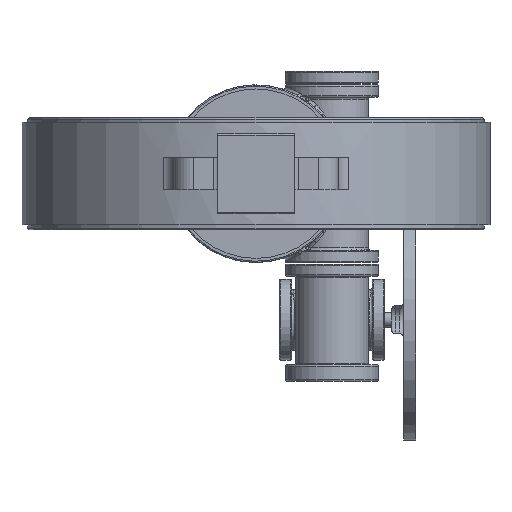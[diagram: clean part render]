
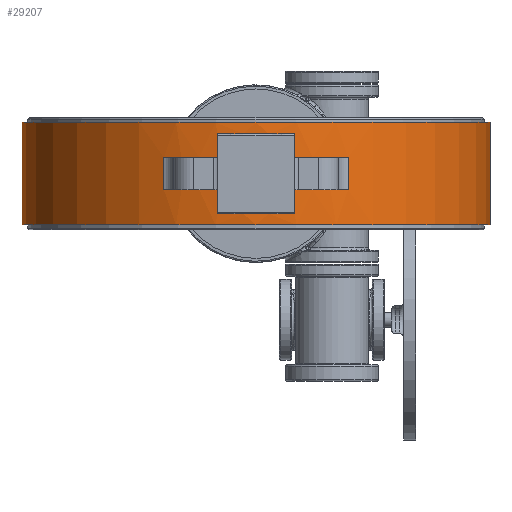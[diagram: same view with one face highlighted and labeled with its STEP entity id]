
A CAD part, front view. The second image highlights one B-rep face of the part: STEP entity #29207.
In plain terms, the highlighted cylindrical face has radius 290 mm (diameter 580 mm), a partial arc.
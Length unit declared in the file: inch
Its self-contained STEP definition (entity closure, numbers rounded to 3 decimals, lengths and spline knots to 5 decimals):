
#29 = CARTESIAN_POINT ( 'NONE',  ( -0.0906, 2.64451, 21.84037 ) ) ;
#111 = EDGE_CURVE ( 'NONE', #23486, #25502, #34585, .T. ) ;
#493 = VECTOR ( 'NONE', #20176, 39.37008 ) ;
#653 = EDGE_CURVE ( 'NONE', #17101, #18172, #14535, .T. ) ;
#1063 = ORIENTED_EDGE ( 'NONE', *, *, #7517, .T. ) ;
#1068 = VERTEX_POINT ( 'NONE', #26022 ) ;
#1081 = DIRECTION ( 'NONE',  ( 0., 0., 1. ) ) ;
#1407 = ORIENTED_EDGE ( 'NONE', *, *, #111, .T. ) ;
#1536 = CARTESIAN_POINT ( 'NONE',  ( 6.27274, 1.87737, 34.37013 ) ) ;
#1607 = ORIENTED_EDGE ( 'NONE', *, *, #9367, .F. ) ;
#1941 = DIRECTION ( 'NONE',  ( 1., 0., 0. ) ) ;
#2341 = EDGE_CURVE ( 'NONE', #25502, #10010, #6959, .T. ) ;
#2946 = EDGE_CURVE ( 'NONE', #28043, #32394, #29836, .T. ) ;
#3049 = VECTOR ( 'NONE', #18785, 39.37008 ) ;
#3569 = CARTESIAN_POINT ( 'NONE',  ( 4.40267, 13.1405, 21.84037 ) ) ;
#3661 = CARTESIAN_POINT ( 'NONE',  ( 2.53259, 1.87737, 34.37013 ) ) ;
#4002 = ORIENTED_EDGE ( 'NONE', *, *, #24663, .F. ) ;
#4268 = DIRECTION ( 'NONE',  ( 0., 0., 1. ) ) ;
#5088 = CARTESIAN_POINT ( 'NONE',  ( 8.89594, 2.64451, 21.84037 ) ) ;
#5142 = VERTEX_POINT ( 'NONE', #31452 ) ;
#5158 = LINE ( 'NONE', #32365, #30582 ) ;
#6082 = CIRCLE ( 'NONE', #32401, 11.41732 ) ;
#6620 = CARTESIAN_POINT ( 'NONE',  ( 15.81999, 13.1405, 23.55297 ) ) ;
#6959 = LINE ( 'NONE', #9482, #23886 ) ;
#7091 = CARTESIAN_POINT ( 'NONE',  ( 8.89594, 2.64451, 34.37013 ) ) ;
#7517 = EDGE_CURVE ( 'NONE', #13236, #23486, #15870, .T. ) ;
#7823 = CARTESIAN_POINT ( 'NONE',  ( -7.01466, 13.1405, 34.37013 ) ) ;
#8284 = ORIENTED_EDGE ( 'NONE', *, *, #2946, .T. ) ;
#8338 = CIRCLE ( 'NONE', #17469, 11.41732 ) ;
#8432 = DIRECTION ( 'NONE',  ( 0., 0., 1. ) ) ;
#8603 = ORIENTED_EDGE ( 'NONE', *, *, #653, .T. ) ;
#8613 = DIRECTION ( 'NONE',  ( 0., 0., -1. ) ) ;
#8956 = CYLINDRICAL_SURFACE ( 'NONE', #22649, 11.41732 ) ;
#9115 = CARTESIAN_POINT ( 'NONE',  ( 8.89594, 2.64451, 20.26557 ) ) ;
#9367 = EDGE_CURVE ( 'NONE', #11541, #5142, #26450, .T. ) ;
#9482 = CARTESIAN_POINT ( 'NONE',  ( 2.53259, 1.87737, 34.37013 ) ) ;
#9652 = CIRCLE ( 'NONE', #33084, 11.41732 ) ;
#9925 = AXIS2_PLACEMENT_3D ( 'NONE', #22054, #24564, #27056 ) ;
#10010 = VERTEX_POINT ( 'NONE', #28935 ) ;
#10053 = AXIS2_PLACEMENT_3D ( 'NONE', #21101, #21628, #35412 ) ;
#10101 = CIRCLE ( 'NONE', #28943, 11.41732 ) ;
#10148 = AXIS2_PLACEMENT_3D ( 'NONE', #16267, #27878, #27177 ) ;
#10362 = ORIENTED_EDGE ( 'NONE', *, *, #28098, .T. ) ;
#11290 = ORIENTED_EDGE ( 'NONE', *, *, #17263, .T. ) ;
#11413 = CARTESIAN_POINT ( 'NONE',  ( 6.27274, 1.87737, 21.84037 ) ) ;
#11541 = VERTEX_POINT ( 'NONE', #16612 ) ;
#11654 = DIRECTION ( 'NONE',  ( 0., 0., 1. ) ) ;
#11924 = LINE ( 'NONE', #3661, #493 ) ;
#12356 = DIRECTION ( 'NONE',  ( 1., 0., 0. ) ) ;
#13011 = VECTOR ( 'NONE', #20927, 39.37008 ) ;
#13103 = ORIENTED_EDGE ( 'NONE', *, *, #26144, .T. ) ;
#13236 = VERTEX_POINT ( 'NONE', #21173 ) ;
#13330 = VERTEX_POINT ( 'NONE', #9115 ) ;
#13749 = EDGE_CURVE ( 'NONE', #18684, #18322, #11924, .T. ) ;
#14345 = CARTESIAN_POINT ( 'NONE',  ( 4.40267, 13.1405, 21.84037 ) ) ;
#14535 = LINE ( 'NONE', #30131, #26313 ) ;
#15708 = EDGE_CURVE ( 'NONE', #32394, #29289, #8338, .T. ) ;
#15870 = LINE ( 'NONE', #1536, #29407 ) ;
#15940 = CARTESIAN_POINT ( 'NONE',  ( 4.40267, 13.1405, 19.10415 ) ) ;
#16267 = CARTESIAN_POINT ( 'NONE',  ( 4.40267, 13.1405, 23.55297 ) ) ;
#16612 = CARTESIAN_POINT ( 'NONE',  ( -7.01466, 13.1405, 18.55297 ) ) ;
#17073 = DIRECTION ( 'NONE',  ( 0., 0., 1. ) ) ;
#17101 = VERTEX_POINT ( 'NONE', #23664 ) ;
#17119 = DIRECTION ( 'NONE',  ( -1., 0., 0. ) ) ;
#17263 = EDGE_CURVE ( 'NONE', #10010, #17101, #23084, .T. ) ;
#17469 = AXIS2_PLACEMENT_3D ( 'NONE', #3569, #1081, #25615 ) ;
#18172 = VERTEX_POINT ( 'NONE', #29 ) ;
#18322 = VERTEX_POINT ( 'NONE', #32937 ) ;
#18684 = VERTEX_POINT ( 'NONE', #31550 ) ;
#18785 = DIRECTION ( 'NONE',  ( 0., 0., 1. ) ) ;
#20176 = DIRECTION ( 'NONE',  ( 0., 0., 1. ) ) ;
#20306 = ORIENTED_EDGE ( 'NONE', *, *, #2341, .T. ) ;
#20409 = CARTESIAN_POINT ( 'NONE',  ( 6.27274, 1.87737, 23.00179 ) ) ;
#20436 = CARTESIAN_POINT ( 'NONE',  ( 6.27274, 1.87737, 19.10415 ) ) ;
#20742 = EDGE_CURVE ( 'NONE', #5142, #23326, #25571, .T. ) ;
#20927 = DIRECTION ( 'NONE',  ( 0., 0., -1. ) ) ;
#21101 = CARTESIAN_POINT ( 'NONE',  ( 4.40267, 13.1405, 20.26557 ) ) ;
#21173 = CARTESIAN_POINT ( 'NONE',  ( 6.27274, 1.87737, 20.26557 ) ) ;
#21531 = FACE_BOUND ( 'NONE', #32702, .T. ) ;
#21628 = DIRECTION ( 'NONE',  ( 0., 0., 1. ) ) ;
#22054 = CARTESIAN_POINT ( 'NONE',  ( 4.40267, 13.1405, 20.26557 ) ) ;
#22397 = CARTESIAN_POINT ( 'NONE',  ( 4.40267, 13.1405, 34.37013 ) ) ;
#22649 = AXIS2_PLACEMENT_3D ( 'NONE', #22397, #8432, #33293 ) ;
#22825 = ORIENTED_EDGE ( 'NONE', *, *, #20742, .F. ) ;
#23084 = CIRCLE ( 'NONE', #9925, 11.41732 ) ;
#23326 = VERTEX_POINT ( 'NONE', #6620 ) ;
#23486 = VERTEX_POINT ( 'NONE', #20436 ) ;
#23664 = CARTESIAN_POINT ( 'NONE',  ( -0.0906, 2.64451, 20.26557 ) ) ;
#23714 = AXIS2_PLACEMENT_3D ( 'NONE', #15940, #27018, #1941 ) ;
#23886 = VECTOR ( 'NONE', #4268, 39.37008 ) ;
#24319 = DIRECTION ( 'NONE',  ( 0., 0., 1. ) ) ;
#24487 = DIRECTION ( 'NONE',  ( 0., 0., -1. ) ) ;
#24564 = DIRECTION ( 'NONE',  ( 0., 0., -1. ) ) ;
#24663 = EDGE_CURVE ( 'NONE', #18684, #18172, #9652, .T. ) ;
#25253 = DIRECTION ( 'NONE',  ( 1., 0., 0. ) ) ;
#25502 = VERTEX_POINT ( 'NONE', #33827 ) ;
#25571 = CIRCLE ( 'NONE', #10148, 11.41732 ) ;
#25615 = DIRECTION ( 'NONE',  ( -1., 0., 0. ) ) ;
#26022 = CARTESIAN_POINT ( 'NONE',  ( 15.81999, 13.1405, 18.55297 ) ) ;
#26144 = EDGE_CURVE ( 'NONE', #29289, #13330, #31266, .T. ) ;
#26313 = VECTOR ( 'NONE', #17073, 39.37008 ) ;
#26450 = LINE ( 'NONE', #7823, #3049 ) ;
#26617 = ORIENTED_EDGE ( 'NONE', *, *, #30818, .F. ) ;
#27018 = DIRECTION ( 'NONE',  ( 0., 0., -1. ) ) ;
#27056 = DIRECTION ( 'NONE',  ( 1., 0., 0. ) ) ;
#27177 = DIRECTION ( 'NONE',  ( 1., 0., 0. ) ) ;
#27878 = DIRECTION ( 'NONE',  ( 0., 0., 1. ) ) ;
#28043 = VERTEX_POINT ( 'NONE', #20409 ) ;
#28098 = EDGE_CURVE ( 'NONE', #1068, #23326, #5158, .T. ) ;
#28411 = CIRCLE ( 'NONE', #10053, 11.41732 ) ;
#28935 = CARTESIAN_POINT ( 'NONE',  ( 2.53259, 1.87737, 20.26557 ) ) ;
#28943 = AXIS2_PLACEMENT_3D ( 'NONE', #31486, #11654, #12356 ) ;
#29045 = ORIENTED_EDGE ( 'NONE', *, *, #32069, .T. ) ;
#29207 = ADVANCED_FACE ( 'NONE', ( #32233, #21531 ), #8956, .T. ) ;
#29276 = DIRECTION ( 'NONE',  ( 0., 0., -1. ) ) ;
#29289 = VERTEX_POINT ( 'NONE', #5088 ) ;
#29407 = VECTOR ( 'NONE', #29276, 39.37008 ) ;
#29836 = LINE ( 'NONE', #35237, #33924 ) ;
#30080 = ORIENTED_EDGE ( 'NONE', *, *, #13749, .T. ) ;
#30131 = CARTESIAN_POINT ( 'NONE',  ( -0.0906, 2.64451, 34.37013 ) ) ;
#30582 = VECTOR ( 'NONE', #24319, 39.37008 ) ;
#30818 = EDGE_CURVE ( 'NONE', #13236, #13330, #28411, .T. ) ;
#31139 = ORIENTED_EDGE ( 'NONE', *, *, #15708, .T. ) ;
#31266 = LINE ( 'NONE', #7091, #13011 ) ;
#31452 = CARTESIAN_POINT ( 'NONE',  ( -7.01466, 13.1405, 23.55297 ) ) ;
#31486 = CARTESIAN_POINT ( 'NONE',  ( 4.40267, 13.1405, 18.55297 ) ) ;
#31550 = CARTESIAN_POINT ( 'NONE',  ( 2.53259, 1.87737, 21.84037 ) ) ;
#31803 = EDGE_CURVE ( 'NONE', #11541, #1068, #10101, .T. ) ;
#32069 = EDGE_CURVE ( 'NONE', #18322, #28043, #6082, .T. ) ;
#32233 = FACE_OUTER_BOUND ( 'NONE', #33811, .T. ) ;
#32365 = CARTESIAN_POINT ( 'NONE',  ( 15.81999, 13.1405, 34.37013 ) ) ;
#32394 = VERTEX_POINT ( 'NONE', #11413 ) ;
#32401 = AXIS2_PLACEMENT_3D ( 'NONE', #33566, #33744, #17119 ) ;
#32702 = EDGE_LOOP ( 'NONE', ( #1407, #20306, #11290, #8603, #4002, #30080, #29045, #8284, #31139, #13103, #26617, #1063 ) ) ;
#32937 = CARTESIAN_POINT ( 'NONE',  ( 2.53259, 1.87737, 23.00179 ) ) ;
#33084 = AXIS2_PLACEMENT_3D ( 'NONE', #14345, #8613, #25253 ) ;
#33293 = DIRECTION ( 'NONE',  ( 1., 0., 0. ) ) ;
#33566 = CARTESIAN_POINT ( 'NONE',  ( 4.40267, 13.1405, 23.00179 ) ) ;
#33744 = DIRECTION ( 'NONE',  ( 0., 0., 1. ) ) ;
#33811 = EDGE_LOOP ( 'NONE', ( #1607, #33985, #10362, #22825 ) ) ;
#33827 = CARTESIAN_POINT ( 'NONE',  ( 2.53259, 1.87737, 19.10415 ) ) ;
#33924 = VECTOR ( 'NONE', #24487, 39.37008 ) ;
#33985 = ORIENTED_EDGE ( 'NONE', *, *, #31803, .T. ) ;
#34585 = CIRCLE ( 'NONE', #23714, 11.41732 ) ;
#35237 = CARTESIAN_POINT ( 'NONE',  ( 6.27274, 1.87737, 34.37013 ) ) ;
#35412 = DIRECTION ( 'NONE',  ( -1., 0., 0. ) ) ;
